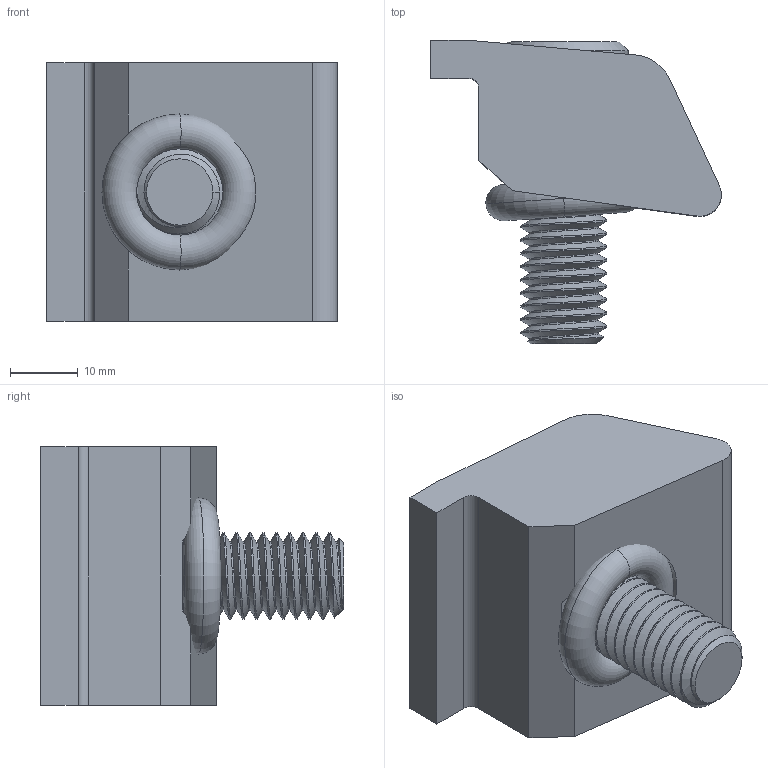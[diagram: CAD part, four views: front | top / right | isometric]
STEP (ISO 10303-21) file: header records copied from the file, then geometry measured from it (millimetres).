
FILE_DESCRIPTION (( 'STEP AP214' ), '1' );
FILE_NAME ('Miteebite_26088_Part.STEP', '2022-02-24T18:37:02', ( '' ), ( '' ), 'SwSTEP 2.0', 'SolidWorks 2021', '' );
FILE_SCHEMA (( 'AUTOMOTIVE_DESIGN' ));
Length unit declared in the file: inch
Products named in the file (1): Miteebite_26088_Part
Bounding box: 42.86 x 44.68 x 38.1 mm (x, y, z)
Volume: 29231.3 mm3; surface area: 11317.8 mm2
Topology: 3 solids, 3 shells, 125 faces, 336 edges, 217 vertices
Faces by surface type: cylinder 76, plane 28, cone 15, torus 4, bspline 2
Entity records: 7393 total; most frequent: CARTESIAN_POINT 2976, ORIENTED_EDGE 672, DIRECTION 479, EDGE_CURVE 336, VERTEX_POINT 217, AXIS2_PLACEMENT_3D 170, LINE 139, VECTOR 139
